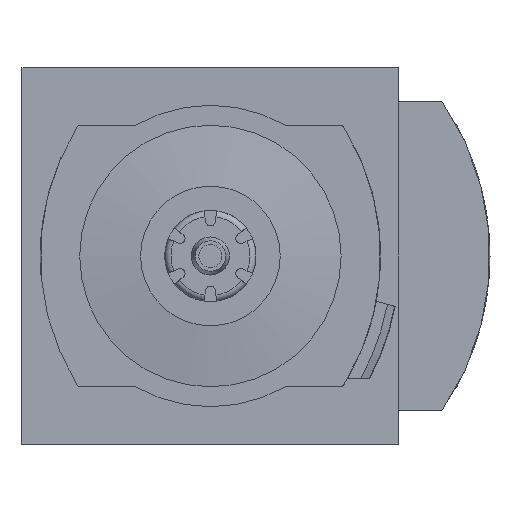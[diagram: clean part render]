
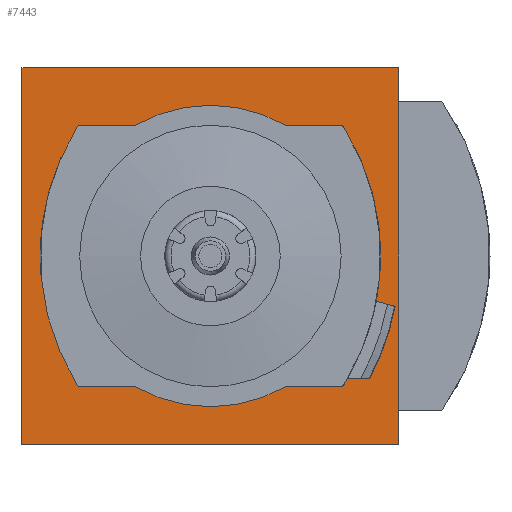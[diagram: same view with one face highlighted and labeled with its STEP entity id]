
A CAD part, front view. The second image highlights one B-rep face of the part: STEP entity #7443.
In plain terms, the highlighted planar face has unit normal (0, -1, 0).
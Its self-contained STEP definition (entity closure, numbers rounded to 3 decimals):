
#129=PLANE('',#7803);
#499=LINE('',#10359,#1065);
#500=LINE('',#10362,#1066);
#501=LINE('',#10364,#1067);
#502=LINE('',#10366,#1068);
#503=LINE('',#10367,#1069);
#504=LINE('',#10371,#1070);
#505=LINE('',#10374,#1071);
#506=LINE('',#10378,#1072);
#507=LINE('',#10383,#1073);
#508=LINE('',#10387,#1074);
#1065=VECTOR('',#8623,1000.);
#1066=VECTOR('',#8624,1000.);
#1067=VECTOR('',#8625,1000.);
#1068=VECTOR('',#8626,1000.);
#1069=VECTOR('',#8627,1000.);
#1070=VECTOR('',#8630,1000.);
#1071=VECTOR('',#8633,1000.);
#1072=VECTOR('',#8636,1000.);
#1073=VECTOR('',#8641,1000.);
#1074=VECTOR('',#8644,1000.);
#1456=CIRCLE('',#7795,40.);
#1458=CIRCLE('',#7797,40.);
#1462=CIRCLE('',#7802,40.);
#1463=CIRCLE('',#7804,41.2);
#1464=CIRCLE('',#7805,0.5);
#1465=CIRCLE('',#7806,24.8);
#1466=CIRCLE('',#7807,0.5);
#1467=CIRCLE('',#7808,0.5);
#1468=CIRCLE('',#7809,24.8);
#1469=CIRCLE('',#7810,0.5);
#1974=ORIENTED_EDGE('',*,*,#3506,.F.);
#1975=ORIENTED_EDGE('',*,*,#3507,.F.);
#1976=ORIENTED_EDGE('',*,*,#3508,.F.);
#1977=ORIENTED_EDGE('',*,*,#3509,.F.);
#1978=ORIENTED_EDGE('',*,*,#3495,.T.);
#1979=ORIENTED_EDGE('',*,*,#3510,.F.);
#1980=ORIENTED_EDGE('',*,*,#3511,.F.);
#1981=ORIENTED_EDGE('',*,*,#3512,.F.);
#1982=ORIENTED_EDGE('',*,*,#3491,.T.);
#1983=ORIENTED_EDGE('',*,*,#3513,.T.);
#1984=ORIENTED_EDGE('',*,*,#3514,.T.);
#1985=ORIENTED_EDGE('',*,*,#3515,.T.);
#1986=ORIENTED_EDGE('',*,*,#3516,.T.);
#1987=ORIENTED_EDGE('',*,*,#3517,.T.);
#1988=ORIENTED_EDGE('',*,*,#3503,.T.);
#1989=ORIENTED_EDGE('',*,*,#3518,.T.);
#1990=ORIENTED_EDGE('',*,*,#3519,.T.);
#1991=ORIENTED_EDGE('',*,*,#3520,.T.);
#1992=ORIENTED_EDGE('',*,*,#3521,.T.);
#1993=ORIENTED_EDGE('',*,*,#3522,.T.);
#3491=EDGE_CURVE('',#4258,#4257,#1456,.T.);
#3495=EDGE_CURVE('',#4254,#4261,#1458,.T.);
#3503=EDGE_CURVE('',#4266,#4269,#1462,.T.);
#3506=EDGE_CURVE('',#4270,#4271,#499,.T.);
#3507=EDGE_CURVE('',#4272,#4270,#500,.T.);
#3508=EDGE_CURVE('',#4273,#4272,#501,.T.);
#3509=EDGE_CURVE('',#4271,#4273,#502,.T.);
#3510=EDGE_CURVE('',#4274,#4261,#503,.T.);
#3511=EDGE_CURVE('',#4275,#4274,#1463,.F.);
#3512=EDGE_CURVE('',#4258,#4275,#504,.T.);
#3513=EDGE_CURVE('',#4257,#4276,#1464,.T.);
#3514=EDGE_CURVE('',#4276,#4277,#505,.T.);
#3515=EDGE_CURVE('',#4277,#4278,#1465,.T.);
#3516=EDGE_CURVE('',#4278,#4279,#506,.T.);
#3517=EDGE_CURVE('',#4279,#4266,#1466,.T.);
#3518=EDGE_CURVE('',#4269,#4280,#1467,.T.);
#3519=EDGE_CURVE('',#4280,#4281,#507,.T.);
#3520=EDGE_CURVE('',#4281,#4282,#1468,.T.);
#3521=EDGE_CURVE('',#4282,#4283,#508,.T.);
#3522=EDGE_CURVE('',#4283,#4254,#1469,.T.);
#4254=VERTEX_POINT('',#10324);
#4257=VERTEX_POINT('',#10329);
#4258=VERTEX_POINT('',#10331);
#4261=VERTEX_POINT('',#10337);
#4266=VERTEX_POINT('',#10349);
#4269=VERTEX_POINT('',#10354);
#4270=VERTEX_POINT('',#10360);
#4271=VERTEX_POINT('',#10361);
#4272=VERTEX_POINT('',#10363);
#4273=VERTEX_POINT('',#10365);
#4274=VERTEX_POINT('',#10368);
#4275=VERTEX_POINT('',#10370);
#4276=VERTEX_POINT('',#10373);
#4277=VERTEX_POINT('',#10375);
#4278=VERTEX_POINT('',#10377);
#4279=VERTEX_POINT('',#10379);
#4280=VERTEX_POINT('',#10382);
#4281=VERTEX_POINT('',#10384);
#4282=VERTEX_POINT('',#10386);
#4283=VERTEX_POINT('',#10388);
#4764=EDGE_LOOP('',(#1974,#1975,#1976,#1977));
#4765=EDGE_LOOP('',(#1978,#1979,#1980,#1981,#1982,#1983,#1984,#1985,#1986,
#1987,#1988,#1989,#1990,#1991,#1992,#1993));
#5124=FACE_BOUND('',#4764,.T.);
#5125=FACE_BOUND('',#4765,.T.);
#7443=ADVANCED_FACE('',(#5124,#5125),#129,.F.);
#7795=AXIS2_PLACEMENT_3D('',#10330,#8597,#8598);
#7797=AXIS2_PLACEMENT_3D('',#10338,#8603,#8604);
#7802=AXIS2_PLACEMENT_3D('',#10355,#8617,#8618);
#7803=AXIS2_PLACEMENT_3D('',#10358,#8621,#8622);
#7804=AXIS2_PLACEMENT_3D('',#10369,#8628,#8629);
#7805=AXIS2_PLACEMENT_3D('',#10372,#8631,#8632);
#7806=AXIS2_PLACEMENT_3D('',#10376,#8634,#8635);
#7807=AXIS2_PLACEMENT_3D('',#10380,#8637,#8638);
#7808=AXIS2_PLACEMENT_3D('',#10381,#8639,#8640);
#7809=AXIS2_PLACEMENT_3D('',#10385,#8642,#8643);
#7810=AXIS2_PLACEMENT_3D('',#10389,#8645,#8646);
#8597=DIRECTION('',(0.,1.,0.));
#8598=DIRECTION('',(1.,0.,0.));
#8603=DIRECTION('',(0.,1.,0.));
#8604=DIRECTION('',(1.,0.,0.));
#8617=DIRECTION('',(0.,1.,0.));
#8618=DIRECTION('',(1.,0.,0.));
#8621=DIRECTION('',(0.,1.,0.));
#8622=DIRECTION('',(0.,0.,1.));
#8623=DIRECTION('',(-1.,0.,0.));
#8624=DIRECTION('',(0.,0.,-1.));
#8625=DIRECTION('',(1.,0.,0.));
#8626=DIRECTION('',(0.,0.,1.));
#8627=DIRECTION('',(-0.966,0.,0.259));
#8628=DIRECTION('',(0.,1.,0.));
#8629=DIRECTION('',(0.,0.,1.));
#8630=DIRECTION('',(1.,0.,0.));
#8631=DIRECTION('',(0.,1.,0.));
#8632=DIRECTION('',(1.,0.,0.));
#8633=DIRECTION('',(-1.,0.,0.));
#8634=DIRECTION('',(0.,1.,0.));
#8635=DIRECTION('',(1.,0.,0.));
#8636=DIRECTION('',(-1.,0.,0.));
#8637=DIRECTION('',(0.,1.,0.));
#8638=DIRECTION('',(1.,0.,0.));
#8639=DIRECTION('',(0.,1.,0.));
#8640=DIRECTION('',(1.,0.,0.));
#8641=DIRECTION('',(1.,0.,0.));
#8642=DIRECTION('',(0.,1.,0.));
#8643=DIRECTION('',(1.,0.,0.));
#8644=DIRECTION('',(1.,0.,0.));
#8645=DIRECTION('',(0.,1.,0.));
#8646=DIRECTION('',(1.,0.,0.));
#10324=CARTESIAN_POINT('',(21.879,-45.5,21.266));
#10329=CARTESIAN_POINT('',(21.879,-45.5,-21.266));
#10330=CARTESIAN_POINT('',(-12.,-45.5,0.));
#10331=CARTESIAN_POINT('',(22.554,-45.5,-20.15));
#10337=CARTESIAN_POINT('',(27.298,-45.5,-7.463));
#10338=CARTESIAN_POINT('',(-12.,-45.5,0.));
#10349=CARTESIAN_POINT('',(-21.879,-45.5,-21.266));
#10354=CARTESIAN_POINT('',(-21.879,-45.5,21.266));
#10355=CARTESIAN_POINT('',(12.,-45.5,0.));
#10358=CARTESIAN_POINT('',(0.,-45.5,0.));
#10359=CARTESIAN_POINT('',(31.,-45.5,-31.));
#10360=CARTESIAN_POINT('',(31.,-45.5,-31.));
#10361=CARTESIAN_POINT('',(-31.,-45.5,-31.));
#10362=CARTESIAN_POINT('',(31.,-45.5,31.));
#10363=CARTESIAN_POINT('',(31.,-45.5,31.));
#10364=CARTESIAN_POINT('',(-31.,-45.5,31.));
#10365=CARTESIAN_POINT('',(-31.,-45.5,31.));
#10366=CARTESIAN_POINT('',(-31.,-45.5,-31.));
#10367=CARTESIAN_POINT('',(30.42,-45.5,-8.3));
#10368=CARTESIAN_POINT('',(28.46,-45.5,-7.775));
#10369=CARTESIAN_POINT('',(-12.,-45.5,0.));
#10370=CARTESIAN_POINT('',(23.936,-45.5,-20.15));
#10371=CARTESIAN_POINT('',(0.,-45.5,-20.15));
#10372=CARTESIAN_POINT('',(21.455,-45.5,-21.));
#10373=CARTESIAN_POINT('',(21.455,-45.5,-21.5));
#10374=CARTESIAN_POINT('',(21.455,-45.5,-21.5));
#10375=CARTESIAN_POINT('',(12.361,-45.5,-21.5));
#10376=CARTESIAN_POINT('',(0.,-45.5,0.));
#10377=CARTESIAN_POINT('',(-12.361,-45.5,-21.5));
#10378=CARTESIAN_POINT('',(-12.361,-45.5,-21.5));
#10379=CARTESIAN_POINT('',(-21.455,-45.5,-21.5));
#10380=CARTESIAN_POINT('',(-21.455,-45.5,-21.));
#10381=CARTESIAN_POINT('',(-21.455,-45.5,21.));
#10382=CARTESIAN_POINT('',(-21.455,-45.5,21.5));
#10383=CARTESIAN_POINT('',(-21.455,-45.5,21.5));
#10384=CARTESIAN_POINT('',(-12.361,-45.5,21.5));
#10385=CARTESIAN_POINT('',(0.,-45.5,0.));
#10386=CARTESIAN_POINT('',(12.361,-45.5,21.5));
#10387=CARTESIAN_POINT('',(12.361,-45.5,21.5));
#10388=CARTESIAN_POINT('',(21.455,-45.5,21.5));
#10389=CARTESIAN_POINT('',(21.455,-45.5,21.));
